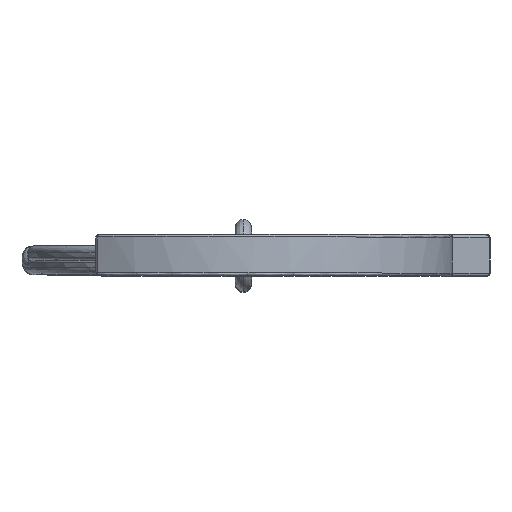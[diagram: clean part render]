
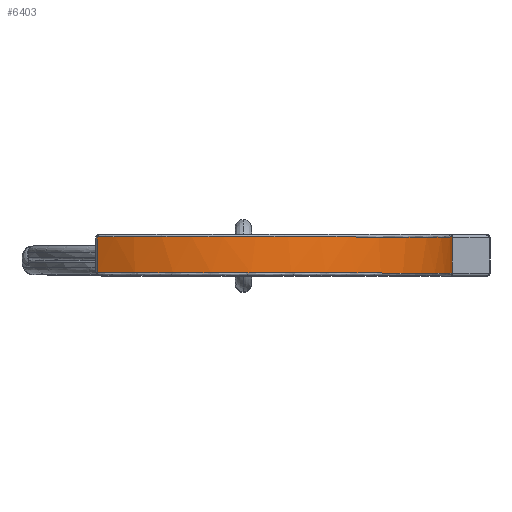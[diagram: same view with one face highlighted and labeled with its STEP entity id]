
A CAD part, top view. The second image highlights one B-rep face of the part: STEP entity #6403.
In plain terms, the highlighted free-form (B-spline) face has degree [2, 1] with [3, 2] control points.
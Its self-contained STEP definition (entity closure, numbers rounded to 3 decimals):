
#5596 = VERTEX_POINT('',#5597);
#5597 = CARTESIAN_POINT('',(-52.702,17.56,
    75.99));
#5833 = VERTEX_POINT('',#5834);
#5834 = CARTESIAN_POINT('',(-52.702,15.449,
    75.99));
#6403 = ADVANCED_FACE('',(#6404),#6432,.T.);
#6404 = FACE_BOUND('',#6405,.T.);
#6405 = EDGE_LOOP('',(#6406,#6411,#6419,#6426));
#6406 = ORIENTED_EDGE('',*,*,#6407,.T.);
#6407 = EDGE_CURVE('',#5596,#5833,#6408,.T.);
#6408 = B_SPLINE_CURVE_WITH_KNOTS('',1,(#6409,#6410),.UNSPECIFIED.,.F.,
  .F.,(2,2),(0.2,2.8),.PIECEWISE_BEZIER_KNOTS.);
#6409 = CARTESIAN_POINT('',(-52.702,17.56,
    75.99));
#6410 = CARTESIAN_POINT('',(-52.702,15.449,
    75.99));
#6411 = ORIENTED_EDGE('',*,*,#6412,.T.);
#6412 = EDGE_CURVE('',#5833,#6413,#6415,.T.);
#6413 = VERTEX_POINT('',#6414);
#6414 = CARTESIAN_POINT('',(-31.887,15.449,
    63.3));
#6415 = ( BOUNDED_CURVE() B_SPLINE_CURVE(2,(#6416,#6417,#6418),
.UNSPECIFIED.,.F.,.F.) B_SPLINE_CURVE_WITH_KNOTS((3,3),(2.633,
4.745),.PIECEWISE_BEZIER_KNOTS.) CURVE() 
GEOMETRIC_REPRESENTATION_ITEM() RATIONAL_B_SPLINE_CURVE((1.,
0.492,1.)) REPRESENTATION_ITEM('') );
#6416 = CARTESIAN_POINT('',(-52.702,15.449,
    75.99));
#6417 = CARTESIAN_POINT('',(-31.078,15.449,
    88.042));
#6418 = CARTESIAN_POINT('',(-31.887,15.449,
    63.3));
#6419 = ORIENTED_EDGE('',*,*,#6420,.T.);
#6420 = EDGE_CURVE('',#6413,#6421,#6423,.T.);
#6421 = VERTEX_POINT('',#6422);
#6422 = CARTESIAN_POINT('',(-31.887,17.56,
    63.3));
#6423 = B_SPLINE_CURVE_WITH_KNOTS('',1,(#6424,#6425),.UNSPECIFIED.,.F.,
  .F.,(2,2),(-2.8,-0.2),.PIECEWISE_BEZIER_KNOTS.);
#6424 = CARTESIAN_POINT('',(-31.887,15.449,
    63.3));
#6425 = CARTESIAN_POINT('',(-31.887,17.56,
    63.3));
#6426 = ORIENTED_EDGE('',*,*,#6427,.T.);
#6427 = EDGE_CURVE('',#6421,#5596,#6428,.T.);
#6428 = ( BOUNDED_CURVE() B_SPLINE_CURVE(2,(#6429,#6430,#6431),
.UNSPECIFIED.,.F.,.F.) B_SPLINE_CURVE_WITH_KNOTS((3,3),(1.538,
3.65),.PIECEWISE_BEZIER_KNOTS.) CURVE() 
GEOMETRIC_REPRESENTATION_ITEM() RATIONAL_B_SPLINE_CURVE((1.,
0.492,1.)) REPRESENTATION_ITEM('') );
#6429 = CARTESIAN_POINT('',(-31.887,17.56,
    63.3));
#6430 = CARTESIAN_POINT('',(-31.078,17.56,
    88.042));
#6431 = CARTESIAN_POINT('',(-52.702,17.56,
    75.99));
#6432 = ( BOUNDED_SURFACE() B_SPLINE_SURFACE(2,1,(
    (#6433,#6434)
    ,(#6435,#6436)
    ,(#6437,#6438
)),.UNSPECIFIED.,.F.,.F.,.F.) B_SPLINE_SURFACE_WITH_KNOTS((3,3),(2,2),(
    1.538,3.65),(0.2,2.8),.PIECEWISE_BEZIER_KNOTS.) 
GEOMETRIC_REPRESENTATION_ITEM() RATIONAL_B_SPLINE_SURFACE((
    (1.,1.)
    ,(0.492,0.492)
,(1.,1.))) REPRESENTATION_ITEM('') SURFACE() );
#6433 = CARTESIAN_POINT('',(-31.887,17.56,
    63.3));
#6434 = CARTESIAN_POINT('',(-31.887,15.449,
    63.3));
#6435 = CARTESIAN_POINT('',(-31.078,17.56,
    88.042));
#6436 = CARTESIAN_POINT('',(-31.078,15.449,
    88.042));
#6437 = CARTESIAN_POINT('',(-52.702,17.56,
    75.99));
#6438 = CARTESIAN_POINT('',(-52.702,15.449,
    75.99));
